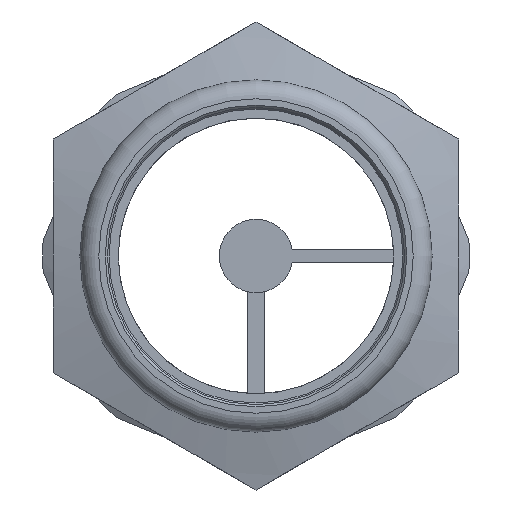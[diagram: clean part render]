
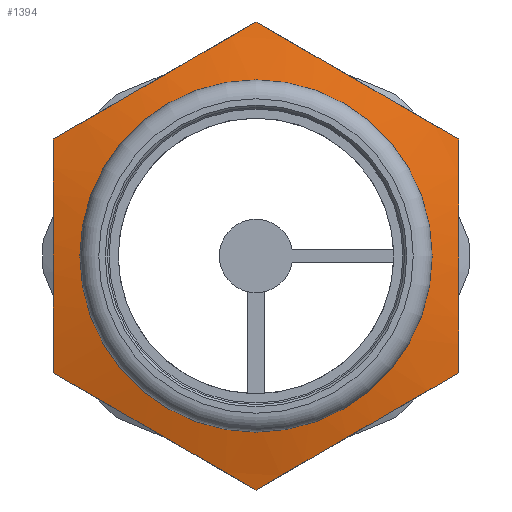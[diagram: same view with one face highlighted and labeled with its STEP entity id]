
A CAD part, left-side view. The second image highlights one B-rep face of the part: STEP entity #1394.
In plain terms, the highlighted conical face has half-angle 75 degrees and reference radius 36.576 mm.
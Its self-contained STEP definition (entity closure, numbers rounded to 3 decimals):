
#41=(
BOUNDED_CURVE()
B_SPLINE_CURVE(2,(#2160,#2161,#2162),.UNSPECIFIED.,.F.,.F.)
B_SPLINE_CURVE_WITH_KNOTS((3,3),(0.,4.341),.UNSPECIFIED.)
CURVE()
GEOMETRIC_REPRESENTATION_ITEM()
RATIONAL_B_SPLINE_CURVE((1.,1.155,1.))
REPRESENTATION_ITEM($)
);
#44=(
BOUNDED_CURVE()
B_SPLINE_CURVE(2,(#2175,#2176,#2177),.UNSPECIFIED.,.F.,.F.)
B_SPLINE_CURVE_WITH_KNOTS((3,3),(0.,4.341),.UNSPECIFIED.)
CURVE()
GEOMETRIC_REPRESENTATION_ITEM()
RATIONAL_B_SPLINE_CURVE((1.,1.155,1.))
REPRESENTATION_ITEM($)
);
#47=(
BOUNDED_CURVE()
B_SPLINE_CURVE(2,(#2189,#2190,#2191),.UNSPECIFIED.,.F.,.F.)
B_SPLINE_CURVE_WITH_KNOTS((3,3),(0.,4.341),.UNSPECIFIED.)
CURVE()
GEOMETRIC_REPRESENTATION_ITEM()
RATIONAL_B_SPLINE_CURVE((1.,1.155,1.))
REPRESENTATION_ITEM($)
);
#50=(
BOUNDED_CURVE()
B_SPLINE_CURVE(2,(#2203,#2204,#2205),.UNSPECIFIED.,.F.,.F.)
B_SPLINE_CURVE_WITH_KNOTS((3,3),(0.,4.341),.UNSPECIFIED.)
CURVE()
GEOMETRIC_REPRESENTATION_ITEM()
RATIONAL_B_SPLINE_CURVE((1.,1.155,1.))
REPRESENTATION_ITEM($)
);
#53=(
BOUNDED_CURVE()
B_SPLINE_CURVE(2,(#2217,#2218,#2219),.UNSPECIFIED.,.F.,.F.)
B_SPLINE_CURVE_WITH_KNOTS((3,3),(0.,4.341),.UNSPECIFIED.)
CURVE()
GEOMETRIC_REPRESENTATION_ITEM()
RATIONAL_B_SPLINE_CURVE((1.,1.155,1.))
REPRESENTATION_ITEM($)
);
#56=(
BOUNDED_CURVE()
B_SPLINE_CURVE(2,(#2240,#2241,#2242),.UNSPECIFIED.,.F.,.F.)
B_SPLINE_CURVE_WITH_KNOTS((3,3),(0.,4.341),.UNSPECIFIED.)
CURVE()
GEOMETRIC_REPRESENTATION_ITEM()
RATIONAL_B_SPLINE_CURVE((1.,1.155,1.))
REPRESENTATION_ITEM($)
);
#204=CONICAL_SURFACE($,#1513,36.576,75.);
#236=FACE_BOUND($,#400,.T.);
#301=FACE_OUTER_BOUND($,#399,.T.);
#399=EDGE_LOOP($,(#981));
#400=EDGE_LOOP($,(#982,#983,#984,#985,#986,#987));
#538=CIRCLE($,#1514,29.85);
#629=VERTEX_POINT($,#2157);
#630=VERTEX_POINT($,#2159);
#633=VERTEX_POINT($,#2173);
#636=VERTEX_POINT($,#2187);
#639=VERTEX_POINT($,#2201);
#642=VERTEX_POINT($,#2215);
#644=VERTEX_POINT($,#2238);
#758=EDGE_CURVE($,#630,#629,#41,.T.);
#763=EDGE_CURVE($,#629,#633,#44,.T.);
#767=EDGE_CURVE($,#633,#636,#47,.T.);
#771=EDGE_CURVE($,#636,#639,#50,.T.);
#775=EDGE_CURVE($,#639,#642,#53,.T.);
#783=EDGE_CURVE($,#644,#644,#538,.T.);
#784=EDGE_CURVE($,#642,#630,#56,.T.);
#981=ORIENTED_EDGE($,*,*,#783,.F.);
#982=ORIENTED_EDGE($,*,*,#758,.T.);
#983=ORIENTED_EDGE($,*,*,#763,.T.);
#984=ORIENTED_EDGE($,*,*,#767,.T.);
#985=ORIENTED_EDGE($,*,*,#771,.T.);
#986=ORIENTED_EDGE($,*,*,#775,.T.);
#987=ORIENTED_EDGE($,*,*,#784,.T.);
#1394=ADVANCED_FACE($,(#301,#236),#204,.T.);
#1513=AXIS2_PLACEMENT_3D($,#2237,#1755,#1756);
#1514=AXIS2_PLACEMENT_3D($,#2239,#1757,#1758);
#1755=DIRECTION('center_axis',(1.,0.,0.));
#1756=DIRECTION('ref_axis',(0.,0.866,0.5));
#1757=DIRECTION('center_axis',(-1.,0.,0.));
#1758=DIRECTION('ref_axis',(0.,0.866,0.5));
#2157=CARTESIAN_POINT('',(35.604,0.,-43.301));
#2159=CARTESIAN_POINT('',(35.604,37.5,-21.651));
#2160=CARTESIAN_POINT('Ctrl Pts',(35.604,37.5,-21.651));
#2161=CARTESIAN_POINT('Ctrl Pts',(32.704,18.75,-32.476));
#2162=CARTESIAN_POINT('Ctrl Pts',(35.604,0.,
-43.301));
#2173=CARTESIAN_POINT('',(35.604,-37.5,-21.651));
#2175=CARTESIAN_POINT('Ctrl Pts',(35.604,0.,
-43.301));
#2176=CARTESIAN_POINT('Ctrl Pts',(32.704,-18.75,-32.476));
#2177=CARTESIAN_POINT('Ctrl Pts',(35.604,-37.5,-21.651));
#2187=CARTESIAN_POINT('',(35.604,-37.5,21.651));
#2189=CARTESIAN_POINT('Ctrl Pts',(35.604,-37.5,-21.651));
#2190=CARTESIAN_POINT('Ctrl Pts',(32.704,-37.5,0.));
#2191=CARTESIAN_POINT('Ctrl Pts',(35.604,-37.5,21.651));
#2201=CARTESIAN_POINT('',(35.604,0.,43.301));
#2203=CARTESIAN_POINT('Ctrl Pts',(35.604,-37.5,21.651));
#2204=CARTESIAN_POINT('Ctrl Pts',(32.704,-18.75,32.476));
#2205=CARTESIAN_POINT('Ctrl Pts',(35.604,0.,
43.301));
#2215=CARTESIAN_POINT('',(35.604,37.5,21.651));
#2217=CARTESIAN_POINT('Ctrl Pts',(35.604,0.,
43.301));
#2218=CARTESIAN_POINT('Ctrl Pts',(32.704,18.75,32.476));
#2219=CARTESIAN_POINT('Ctrl Pts',(35.604,37.5,21.651));
#2237=CARTESIAN_POINT('Origin',(33.802,0.,0.));
#2238=CARTESIAN_POINT('',(32.,25.851,-14.925));
#2239=CARTESIAN_POINT('Origin',(32.,0.,0.));
#2240=CARTESIAN_POINT('Ctrl Pts',(35.604,37.5,21.651));
#2241=CARTESIAN_POINT('Ctrl Pts',(32.704,37.5,0.));
#2242=CARTESIAN_POINT('Ctrl Pts',(35.604,37.5,-21.651));
